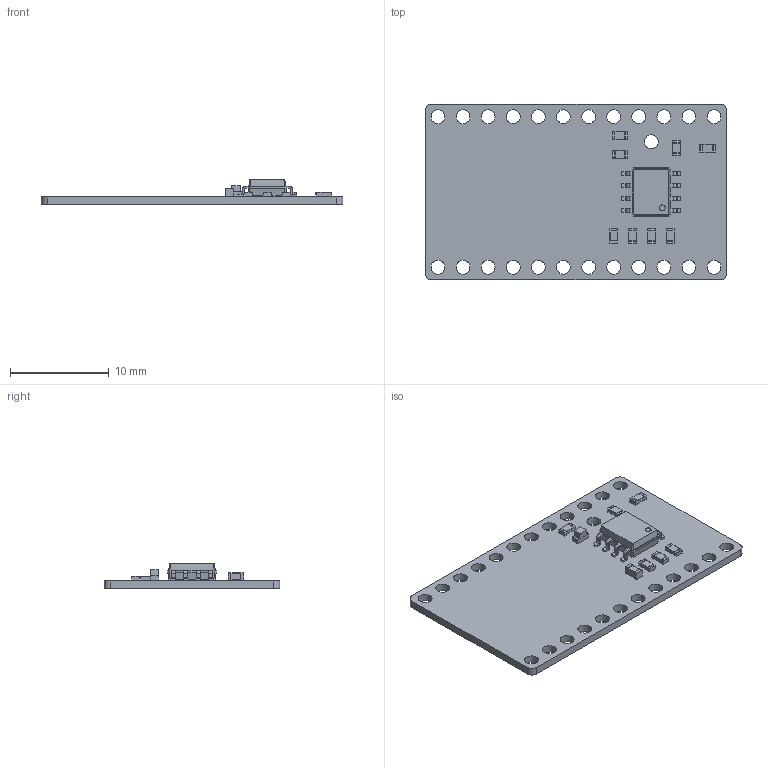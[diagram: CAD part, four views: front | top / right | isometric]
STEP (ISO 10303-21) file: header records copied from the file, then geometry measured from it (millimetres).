
FILE_DESCRIPTION(('KiCad electronic assembly'),'2;1');
FILE_NAME('LOG.step','2021-10-25T19:29:53',('An Author'),('A Company'), 'Open CASCADE STEP processor 7.3','KiCad to STEP converter','Unknown' );
FILE_SCHEMA(('AUTOMOTIVE_DESIGN { 1 0 10303 214 1 1 1 1 }'));
Length unit declared in the file: millimetre
Products named in the file (10): Open CASCADE STEP translator 7.3 1; C_0603_1608Metric; SOLID; R_0603_1608Metric; LED_0603_1608Metric; SOIC-8_3.9x4.9mm_P1.27mm; COMPOUND
Assembly tree (14 placements, depth 3):
  Open CASCADE STEP translator 7.3 1
    C_0603_1608Metric
      SOLID
    R_0603_1608Metric  x6
      SOLID
    LED_0603_1608Metric
      SOLID
    SOIC-8_3.9x4.9mm_P1.27mm
      SOLID
    COMPOUND
Bounding box: 30.48 x 17.78 x 2.6 mm (x, y, z)
Volume: 437.9 mm3; surface area: 1290.8 mm2
Topology: 10 solids, 10 shells, 425 faces, 1115 edges, 714 vertices
Faces by surface type: plane 263, cylinder 130, bspline 32
Full cylindrical faces by diameter (mm): 0.6 x1, 1.4 x25
Entity records: 21661 total; most frequent: CARTESIAN_POINT 4219, DIRECTION 2846, LINE 1869, VECTOR 1869, ORIENTED_EDGE 1550, PCURVE 1550, DEFINITIONAL_REPRESENTATION 1550, EDGE_CURVE 775
